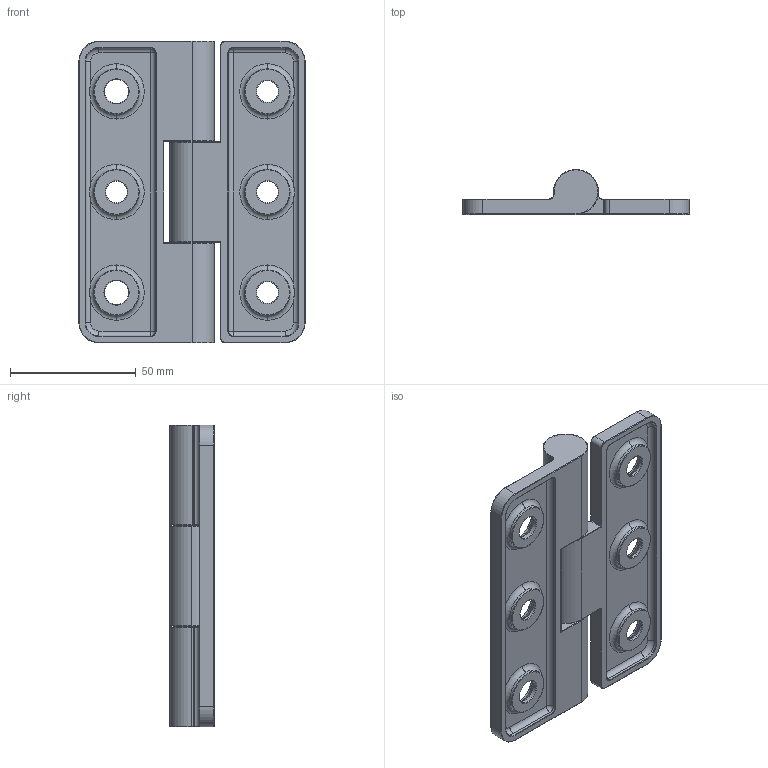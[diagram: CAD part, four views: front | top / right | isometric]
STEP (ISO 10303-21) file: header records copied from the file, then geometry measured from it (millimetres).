
FILE_DESCRIPTION (( 'STEP AP214' ), '1' );
FILE_NAME ('HGS-0608-A.STEP', '2019-05-24T05:58:07', ( '' ), ( '' ), 'SwSTEP 2.0', 'SolidWorks 2010', '' );
FILE_SCHEMA (( 'AUTOMOTIVE_DESIGN' ));
Length unit declared in the file: millimetre
Products named in the file (4): 鉸鏈片(公); 插銷; 鉸鏈片(母); HGS-0608-A
Assembly tree (3 placements, depth 2):
  HGS-0608-A
    鉸鏈片(公)
    插銷
    鉸鏈片(母)
Bounding box: 90 x 17.8 x 120 mm (x, y, z)
Volume: 62169.8 mm3; surface area: 35694.5 mm2
Topology: 3 solids, 3 shells, 324 faces, 770 edges, 436 vertices
Faces by surface type: torus 144, cylinder 119, plane 35, cone 12, sphere 8, bspline 6
Entity records: 9958 total; most frequent: CARTESIAN_POINT 2090, DIRECTION 1916, ORIENTED_EDGE 1492, AXIS2_PLACEMENT_3D 858, EDGE_CURVE 746, CIRCLE 534, VERTEX_POINT 432, EDGE_LOOP 342
